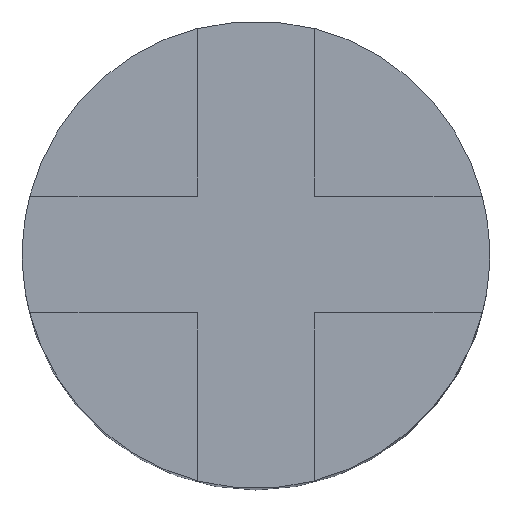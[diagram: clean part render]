
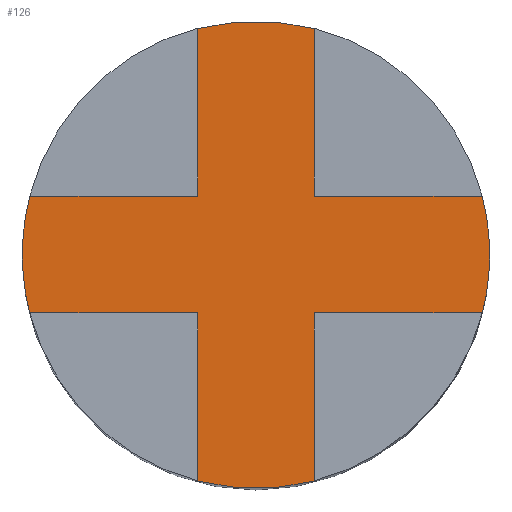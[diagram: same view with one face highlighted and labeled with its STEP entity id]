
A CAD part, top view. The second image highlights one B-rep face of the part: STEP entity #126.
In plain terms, the highlighted planar face has unit normal (0, 0, 1).
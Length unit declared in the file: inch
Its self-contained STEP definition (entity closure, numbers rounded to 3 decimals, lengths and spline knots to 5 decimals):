
#2 = CARTESIAN_POINT ( 'NONE',  ( 0., -0.0625, 0.925 ) ) ;
#3 = CARTESIAN_POINT ( 'NONE',  ( 0.25, 0., 0.925 ) ) ;
#11 = DIRECTION ( 'NONE',  ( 0., 0., 1. ) ) ;
#20 = DIRECTION ( 'NONE',  ( 1., 0., 0. ) ) ;
#26 = CARTESIAN_POINT ( 'NONE',  ( 0.0625, 0.24206, 0.925 ) ) ;
#27 = FACE_OUTER_BOUND ( 'NONE', #75, .T. ) ;
#34 = ORIENTED_EDGE ( 'NONE', *, *, #305, .F. ) ;
#44 = AXIS2_PLACEMENT_3D ( 'NONE', #504, #262, #459 ) ;
#48 = LINE ( 'NONE', #244, #445 ) ;
#54 = VERTEX_POINT ( 'NONE', #168 ) ;
#56 = DIRECTION ( 'NONE',  ( 0., 0., 1. ) ) ;
#57 = VECTOR ( 'NONE', #530, 39.37008 ) ;
#61 = CARTESIAN_POINT ( 'NONE',  ( -0.24206, -0.0625, 0.925 ) ) ;
#62 = ORIENTED_EDGE ( 'NONE', *, *, #377, .T. ) ;
#64 = CIRCLE ( 'NONE', #491, 0.25 ) ;
#74 = DIRECTION ( 'NONE',  ( 0., 0., 1. ) ) ;
#75 = EDGE_LOOP ( 'NONE', ( #34, #439, #340, #299, #465, #110, #517, #203, #62, #314, #356, #484, #580, #272 ) ) ;
#80 = CARTESIAN_POINT ( 'NONE',  ( 0., 0.0625, 0.925 ) ) ;
#82 = VERTEX_POINT ( 'NONE', #265 ) ;
#96 = VECTOR ( 'NONE', #579, 39.37008 ) ;
#103 = DIRECTION ( 'NONE',  ( 0., 1., 0. ) ) ;
#110 = ORIENTED_EDGE ( 'NONE', *, *, #165, .F. ) ;
#111 = CARTESIAN_POINT ( 'NONE',  ( 0., 0., 0.925 ) ) ;
#118 = AXIS2_PLACEMENT_3D ( 'NONE', #359, #303, #20 ) ;
#120 = CIRCLE ( 'NONE', #397, 0.25 ) ;
#122 = VERTEX_POINT ( 'NONE', #464 ) ;
#126 = ADVANCED_FACE ( 'NONE', ( #27 ), #415, .T. ) ;
#130 = EDGE_CURVE ( 'NONE', #183, #122, #511, .T. ) ;
#131 = VERTEX_POINT ( 'NONE', #366 ) ;
#132 = LINE ( 'NONE', #80, #409 ) ;
#140 = CARTESIAN_POINT ( 'NONE',  ( 0., 0., 0.925 ) ) ;
#142 = VERTEX_POINT ( 'NONE', #557 ) ;
#144 = CARTESIAN_POINT ( 'NONE',  ( 0.24206, 0.0625, 0.925 ) ) ;
#149 = CIRCLE ( 'NONE', #229, 0.25 ) ;
#152 = DIRECTION ( 'NONE',  ( 0., 0., 1. ) ) ;
#161 = CARTESIAN_POINT ( 'NONE',  ( 0.0625, -0.24206, 0.925 ) ) ;
#165 = EDGE_CURVE ( 'NONE', #142, #131, #623, .T. ) ;
#168 = CARTESIAN_POINT ( 'NONE',  ( 0.0625, -0.0625, 0.925 ) ) ;
#171 = LINE ( 'NONE', #365, #252 ) ;
#183 = VERTEX_POINT ( 'NONE', #481 ) ;
#186 = EDGE_CURVE ( 'NONE', #317, #54, #627, .T. ) ;
#201 = CIRCLE ( 'NONE', #358, 0.25 ) ;
#203 = ORIENTED_EDGE ( 'NONE', *, *, #186, .T. ) ;
#209 = VECTOR ( 'NONE', #103, 39.37008 ) ;
#215 = VERTEX_POINT ( 'NONE', #334 ) ;
#223 = VERTEX_POINT ( 'NONE', #518 ) ;
#225 = EDGE_CURVE ( 'NONE', #332, #131, #235, .T. ) ;
#229 = AXIS2_PLACEMENT_3D ( 'NONE', #436, #11, #480 ) ;
#233 = EDGE_CURVE ( 'NONE', #183, #82, #132, .T. ) ;
#235 = LINE ( 'NONE', #2, #57 ) ;
#240 = DIRECTION ( 'NONE',  ( 1., 0., 0. ) ) ;
#241 = LINE ( 'NONE', #593, #626 ) ;
#244 = CARTESIAN_POINT ( 'NONE',  ( 0.0625, 0., 0.925 ) ) ;
#246 = VERTEX_POINT ( 'NONE', #144 ) ;
#252 = VECTOR ( 'NONE', #326, 39.37008 ) ;
#254 = DIRECTION ( 'NONE',  ( 0., 0., 1. ) ) ;
#255 = CARTESIAN_POINT ( 'NONE',  ( -0.0625, 0., 0.925 ) ) ;
#258 = AXIS2_PLACEMENT_3D ( 'NONE', #611, #74, #304 ) ;
#262 = DIRECTION ( 'NONE',  ( 0., 0., 1. ) ) ;
#265 = CARTESIAN_POINT ( 'NONE',  ( -0.0625, 0.0625, 0.925 ) ) ;
#272 = ORIENTED_EDGE ( 'NONE', *, *, #567, .T. ) ;
#278 = EDGE_CURVE ( 'NONE', #122, #332, #64, .T. ) ;
#281 = CARTESIAN_POINT ( 'NONE',  ( 0.0625, 0., 0.925 ) ) ;
#288 = DIRECTION ( 'NONE',  ( 1., 0., 0. ) ) ;
#290 = DIRECTION ( 'NONE',  ( 0., 1., 0. ) ) ;
#299 = ORIENTED_EDGE ( 'NONE', *, *, #278, .T. ) ;
#303 = DIRECTION ( 'NONE',  ( 0., 0., 1. ) ) ;
#304 = DIRECTION ( 'NONE',  ( 1., 0., 0. ) ) ;
#305 = EDGE_CURVE ( 'NONE', #82, #223, #493, .T. ) ;
#314 = ORIENTED_EDGE ( 'NONE', *, *, #601, .T. ) ;
#317 = VERTEX_POINT ( 'NONE', #161 ) ;
#326 = DIRECTION ( 'NONE',  ( 1., 0., 0. ) ) ;
#330 = CARTESIAN_POINT ( 'NONE',  ( 0.24206, -0.0625, 0.925 ) ) ;
#332 = VERTEX_POINT ( 'NONE', #61 ) ;
#334 = CARTESIAN_POINT ( 'NONE',  ( 0.0625, 0.0625, 0.925 ) ) ;
#337 = VECTOR ( 'NONE', #376, 39.37008 ) ;
#340 = ORIENTED_EDGE ( 'NONE', *, *, #130, .T. ) ;
#356 = ORIENTED_EDGE ( 'NONE', *, *, #505, .T. ) ;
#358 = AXIS2_PLACEMENT_3D ( 'NONE', #111, #152, #578 ) ;
#359 = CARTESIAN_POINT ( 'NONE',  ( 0., 0., 0.925 ) ) ;
#365 = CARTESIAN_POINT ( 'NONE',  ( 0., 0.0625, 0.925 ) ) ;
#366 = CARTESIAN_POINT ( 'NONE',  ( -0.0625, -0.0625, 0.925 ) ) ;
#376 = DIRECTION ( 'NONE',  ( 0., 1., 0. ) ) ;
#377 = EDGE_CURVE ( 'NONE', #54, #625, #241, .T. ) ;
#393 = CIRCLE ( 'NONE', #118, 0.25 ) ;
#394 = DIRECTION ( 'NONE',  ( 1., 0., 0. ) ) ;
#397 = AXIS2_PLACEMENT_3D ( 'NONE', #140, #254, #586 ) ;
#409 = VECTOR ( 'NONE', #240, 39.37008 ) ;
#415 = PLANE ( 'NONE',  #258 ) ;
#417 = VERTEX_POINT ( 'NONE', #3 ) ;
#436 = CARTESIAN_POINT ( 'NONE',  ( 0., 0., 0.925 ) ) ;
#439 = ORIENTED_EDGE ( 'NONE', *, *, #233, .F. ) ;
#445 = VECTOR ( 'NONE', #290, 39.37008 ) ;
#459 = DIRECTION ( 'NONE',  ( 1., 0., 0. ) ) ;
#464 = CARTESIAN_POINT ( 'NONE',  ( -0.25, 0., 0.925 ) ) ;
#465 = ORIENTED_EDGE ( 'NONE', *, *, #225, .T. ) ;
#478 = VERTEX_POINT ( 'NONE', #26 ) ;
#480 = DIRECTION ( 'NONE',  ( 1., 0., 0. ) ) ;
#481 = CARTESIAN_POINT ( 'NONE',  ( -0.24206, 0.0625, 0.925 ) ) ;
#484 = ORIENTED_EDGE ( 'NONE', *, *, #538, .F. ) ;
#491 = AXIS2_PLACEMENT_3D ( 'NONE', #592, #56, #394 ) ;
#493 = LINE ( 'NONE', #255, #209 ) ;
#504 = CARTESIAN_POINT ( 'NONE',  ( 0., 0., 0.925 ) ) ;
#505 = EDGE_CURVE ( 'NONE', #417, #246, #393, .T. ) ;
#511 = CIRCLE ( 'NONE', #44, 0.25 ) ;
#517 = ORIENTED_EDGE ( 'NONE', *, *, #624, .T. ) ;
#518 = CARTESIAN_POINT ( 'NONE',  ( -0.0625, 0.24206, 0.925 ) ) ;
#530 = DIRECTION ( 'NONE',  ( 1., 0., 0. ) ) ;
#538 = EDGE_CURVE ( 'NONE', #215, #246, #171, .T. ) ;
#557 = CARTESIAN_POINT ( 'NONE',  ( -0.0625, -0.24206, 0.925 ) ) ;
#567 = EDGE_CURVE ( 'NONE', #478, #223, #201, .T. ) ;
#576 = EDGE_CURVE ( 'NONE', #215, #478, #48, .T. ) ;
#578 = DIRECTION ( 'NONE',  ( 1., 0., 0. ) ) ;
#579 = DIRECTION ( 'NONE',  ( 0., 1., 0. ) ) ;
#580 = ORIENTED_EDGE ( 'NONE', *, *, #576, .T. ) ;
#586 = DIRECTION ( 'NONE',  ( 1., 0., 0. ) ) ;
#592 = CARTESIAN_POINT ( 'NONE',  ( 0., 0., 0.925 ) ) ;
#593 = CARTESIAN_POINT ( 'NONE',  ( 0., -0.0625, 0.925 ) ) ;
#601 = EDGE_CURVE ( 'NONE', #625, #417, #149, .T. ) ;
#611 = CARTESIAN_POINT ( 'NONE',  ( 0., 0., 0.925 ) ) ;
#621 = CARTESIAN_POINT ( 'NONE',  ( -0.0625, 0., 0.925 ) ) ;
#623 = LINE ( 'NONE', #621, #96 ) ;
#624 = EDGE_CURVE ( 'NONE', #142, #317, #120, .T. ) ;
#625 = VERTEX_POINT ( 'NONE', #330 ) ;
#626 = VECTOR ( 'NONE', #288, 39.37008 ) ;
#627 = LINE ( 'NONE', #281, #337 ) ;
